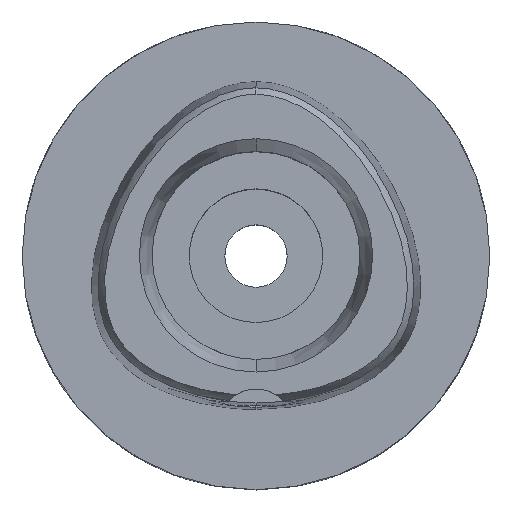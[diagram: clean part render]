
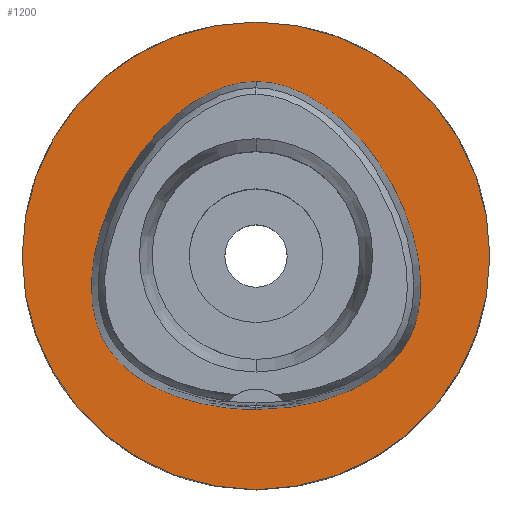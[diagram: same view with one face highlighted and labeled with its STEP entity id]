
A CAD part, top view. The second image highlights one B-rep face of the part: STEP entity #1200.
In plain terms, the highlighted planar face has unit normal (0, 0, 1).
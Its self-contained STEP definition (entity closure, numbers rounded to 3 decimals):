
#23 = CARTESIAN_POINT ( 'NONE',  ( -16.959, -15.678, 0. ) ) ;
#70 = CARTESIAN_POINT ( 'NONE',  ( 14.408, 15.641, 0. ) ) ;
#92 = EDGE_CURVE ( 'NONE', #4326, #1907, #2116, .T. ) ;
#116 = CARTESIAN_POINT ( 'NONE',  ( 10.746, 19.174, 0. ) ) ;
#140 = AXIS2_PLACEMENT_3D ( 'NONE', #3838, #1223, #2701 ) ;
#186 = VERTEX_POINT ( 'NONE', #4234 ) ;
#255 = CARTESIAN_POINT ( 'NONE',  ( 0., 0., 0. ) ) ;
#367 = CARTESIAN_POINT ( 'NONE',  ( -5.098, 22.526, 0. ) ) ;
#391 = AXIS2_PLACEMENT_3D ( 'NONE', #255, #1755, #2881 ) ;
#439 = CARTESIAN_POINT ( 'NONE',  ( 21.978, -0.281, 0. ) ) ;
#465 = EDGE_LOOP ( 'NONE', ( #1269, #4169 ) ) ;
#470 = CARTESIAN_POINT ( 'NONE',  ( 14.673, -17.214, 0. ) ) ;
#519 = CARTESIAN_POINT ( 'NONE',  ( 2.114, -20.675, 0. ) ) ;
#544 = CARTESIAN_POINT ( 'NONE',  ( 21.555, -8.996, 0. ) ) ;
#687 = ORIENTED_EDGE ( 'NONE', *, *, #92, .F. ) ;
#741 = CARTESIAN_POINT ( 'NONE',  ( -10.746, 19.174, 0. ) ) ;
#763 = CARTESIAN_POINT ( 'NONE',  ( -14.673, -17.214, 0. ) ) ;
#888 = CARTESIAN_POINT ( 'NONE',  ( 18.568, -14.169, 0. ) ) ;
#1109 = CARTESIAN_POINT ( 'NONE',  ( -22.057, -6.848, 0. ) ) ;
#1132 = CARTESIAN_POINT ( 'NONE',  ( -20.749, 4.657, 0. ) ) ;
#1157 = CARTESIAN_POINT ( 'NONE',  ( -21.978, -0.281, 0. ) ) ;
#1200 = ADVANCED_FACE ( 'NONE', ( #3617, #1769 ), #3196, .F. ) ;
#1223 = DIRECTION ( 'NONE',  ( 0., 0., -1. ) ) ;
#1253 = CARTESIAN_POINT ( 'NONE',  ( 22.057, -6.848, 0. ) ) ;
#1269 = ORIENTED_EDGE ( 'NONE', *, *, #3246, .F. ) ;
#1327 = CARTESIAN_POINT ( 'NONE',  ( 0., -31.5, 0. ) ) ;
#1449 = CARTESIAN_POINT ( 'NONE',  ( -2.114, -20.675, 0. ) ) ;
#1572 = CARTESIAN_POINT ( 'NONE',  ( 20.35, -11.749, 0. ) ) ;
#1589 = EDGE_CURVE ( 'NONE', #1907, #4326, #4228, .T. ) ;
#1596 = CARTESIAN_POINT ( 'NONE',  ( 0., 23.475, 0. ) ) ;
#1674 = CARTESIAN_POINT ( 'NONE',  ( 16.959, -15.678, 0. ) ) ;
#1695 = CARTESIAN_POINT ( 'NONE',  ( 0., 0., 0. ) ) ;
#1755 = DIRECTION ( 'NONE',  ( 0., 0., -1. ) ) ;
#1769 = FACE_BOUND ( 'NONE', #465, .T. ) ;
#1821 = CARTESIAN_POINT ( 'NONE',  ( 0., 23.475, 0. ) ) ;
#1843 = CARTESIAN_POINT ( 'NONE',  ( -7.571, 21.315, 0. ) ) ;
#1868 = CARTESIAN_POINT ( 'NONE',  ( -22.245, -4.1, 0. ) ) ;
#1875 = AXIS2_PLACEMENT_3D ( 'NONE', #1695, #3266, #2133 ) ;
#1888 = CARTESIAN_POINT ( 'NONE',  ( -18.568, -14.169, 0. ) ) ;
#1907 = VERTEX_POINT ( 'NONE', #1327 ) ;
#1934 = CARTESIAN_POINT ( 'NONE',  ( 0., -20.675, 0. ) ) ;
#1961 = CARTESIAN_POINT ( 'NONE',  ( 2.565, 23.293, 0. ) ) ;
#1977 = ORIENTED_EDGE ( 'NONE', *, *, #1589, .F. ) ;
#2005 = CARTESIAN_POINT ( 'NONE',  ( 6.341, -20.298, 0. ) ) ;
#2116 = CIRCLE ( 'NONE', #391, 31.5 ) ;
#2133 = DIRECTION ( 'NONE',  ( 0., -1., 0. ) ) ;
#2209 = CARTESIAN_POINT ( 'NONE',  ( -0.855, 23.475, 0. ) ) ;
#2233 = CARTESIAN_POINT ( 'NONE',  ( -11.233, -18.893, 0. ) ) ;
#2260 = CARTESIAN_POINT ( 'NONE',  ( 0., -20.675, 0. ) ) ;
#2358 = B_SPLINE_CURVE_WITH_KNOTS ( 'NONE', 3,
 ( #1821, #2209, #4512, #367, #1843, #741, #4114, #3343, #1132, #1157, #1868, #1109, #2631, #2610, #4138, #3320, #1888, #23, #763, #2233, #3049, #1449, #2260 ),
 .UNSPECIFIED., .F., .F.,
 ( 4, 1, 1, 1, 1, 1, 1, 1, 1, 1, 1, 1, 1, 1, 1, 1, 1, 1, 1, 1, 4 ),
 ( 0., 0.042, 0.083, 0.125, 0.167, 0.25, 0.333, 0.417, 0.5, 0.542, 0.583, 0.625, 0.646, 0.667, 0.688, 0.708, 0.75, 0.792, 0.833, 0.917, 1. ),
 .UNSPECIFIED. ) ;
#2428 = VERTEX_POINT ( 'NONE', #3168 ) ;
#2430 = EDGE_LOOP ( 'NONE', ( #687, #1977 ) ) ;
#2610 = CARTESIAN_POINT ( 'NONE',  ( -20.932, -10.604, 0. ) ) ;
#2631 = CARTESIAN_POINT ( 'NONE',  ( -21.555, -8.996, 0. ) ) ;
#2701 = DIRECTION ( 'NONE',  ( 0., -1., 0. ) ) ;
#2726 = CARTESIAN_POINT ( 'NONE',  ( 22.245, -4.1, 0. ) ) ;
#2780 = CARTESIAN_POINT ( 'NONE',  ( 19.649, -12.825, 0. ) ) ;
#2881 = DIRECTION ( 'NONE',  ( 0., 1., 0. ) ) ;
#3049 = CARTESIAN_POINT ( 'NONE',  ( -6.341, -20.298, 0. ) ) ;
#3072 = CARTESIAN_POINT ( 'NONE',  ( 5.098, 22.526, 0. ) ) ;
#3119 = CARTESIAN_POINT ( 'NONE',  ( 7.571, 21.315, 0. ) ) ;
#3168 = CARTESIAN_POINT ( 'NONE',  ( 0., -20.675, 0. ) ) ;
#3169 = CARTESIAN_POINT ( 'NONE',  ( 20.749, 4.657, 0. ) ) ;
#3196 = PLANE ( 'NONE',  #1875 ) ;
#3246 = EDGE_CURVE ( 'NONE', #186, #2428, #2358, .T. ) ;
#3266 = DIRECTION ( 'NONE',  ( 0., 0., -1. ) ) ;
#3320 = CARTESIAN_POINT ( 'NONE',  ( -19.649, -12.825, 0. ) ) ;
#3343 = CARTESIAN_POINT ( 'NONE',  ( -18.068, 10.432, 0. ) ) ;
#3424 = EDGE_CURVE ( 'NONE', #2428, #186, #4355, .T. ) ;
#3442 = CARTESIAN_POINT ( 'NONE',  ( 18.068, 10.432, 0. ) ) ;
#3469 = CARTESIAN_POINT ( 'NONE',  ( 0.855, 23.475, 0. ) ) ;
#3617 = FACE_OUTER_BOUND ( 'NONE', #2430, .T. ) ;
#3670 = CARTESIAN_POINT ( 'NONE',  ( 0., 31.5, 0. ) ) ;
#3838 = CARTESIAN_POINT ( 'NONE',  ( 0., 0., 0. ) ) ;
#3893 = CARTESIAN_POINT ( 'NONE',  ( 20.932, -10.604, 0. ) ) ;
#4114 = CARTESIAN_POINT ( 'NONE',  ( -14.408, 15.641, 0. ) ) ;
#4138 = CARTESIAN_POINT ( 'NONE',  ( -20.35, -11.749, 0. ) ) ;
#4169 = ORIENTED_EDGE ( 'NONE', *, *, #3424, .F. ) ;
#4228 = CIRCLE ( 'NONE', #140, 31.5 ) ;
#4234 = CARTESIAN_POINT ( 'NONE',  ( 0., 23.475, 0. ) ) ;
#4258 = CARTESIAN_POINT ( 'NONE',  ( 11.233, -18.893, 0. ) ) ;
#4326 = VERTEX_POINT ( 'NONE', #3670 ) ;
#4355 = B_SPLINE_CURVE_WITH_KNOTS ( 'NONE', 3,
 ( #1934, #519, #2005, #4258, #470, #1674, #888, #2780, #1572, #3893, #544, #1253, #2726, #439, #3169, #3442, #70, #116, #3119, #3072, #1961, #3469, #1596 ),
 .UNSPECIFIED., .F., .F.,
 ( 4, 1, 1, 1, 1, 1, 1, 1, 1, 1, 1, 1, 1, 1, 1, 1, 1, 1, 1, 1, 4 ),
 ( 0., 0.083, 0.167, 0.208, 0.25, 0.292, 0.313, 0.333, 0.354, 0.375, 0.417, 0.458, 0.5, 0.583, 0.667, 0.75, 0.833, 0.875, 0.917, 0.958, 1. ),
 .UNSPECIFIED. ) ;
#4512 = CARTESIAN_POINT ( 'NONE',  ( -2.565, 23.293, 0. ) ) ;
